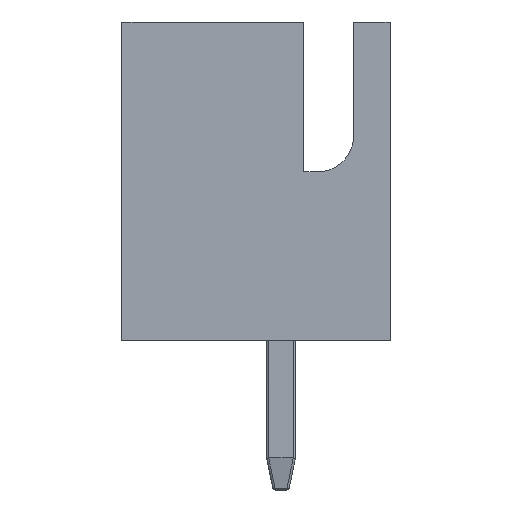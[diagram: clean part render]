
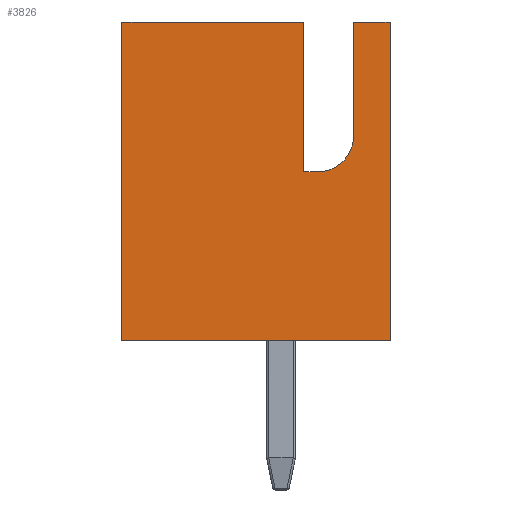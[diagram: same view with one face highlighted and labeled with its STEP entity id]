
A CAD part, left-side view. The second image highlights one B-rep face of the part: STEP entity #3826.
In plain terms, the highlighted planar face has unit normal (-1, 0, 0).
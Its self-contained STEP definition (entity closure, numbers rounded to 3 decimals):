
#129 = ORIENTED_EDGE ( 'NONE', *, *, #13883, .T. ) ;
#521 = VERTEX_POINT ( 'NONE', #8324 ) ;
#609 = CARTESIAN_POINT ( 'NONE',  ( -3.75, -2.95, 7. ) ) ;
#836 = CARTESIAN_POINT ( 'NONE',  ( -3.75, -2.95, 0. ) ) ;
#853 = VERTEX_POINT ( 'NONE', #8477 ) ;
#876 = VERTEX_POINT ( 'NONE', #609 ) ;
#1176 = CARTESIAN_POINT ( 'NONE',  ( -3.75, -1.35, 3.7 ) ) ;
#1204 = CARTESIAN_POINT ( 'NONE',  ( -3.75, 2.95, 0. ) ) ;
#1645 = VECTOR ( 'NONE', #13853, 1000. ) ;
#1969 = AXIS2_PLACEMENT_3D ( 'NONE', #7185, #12749, #4821 ) ;
#2082 = LINE ( 'NONE', #4845, #2504 ) ;
#2368 = VERTEX_POINT ( 'NONE', #9302 ) ;
#2482 = DIRECTION ( 'NONE',  ( 0., 1., 0. ) ) ;
#2504 = VECTOR ( 'NONE', #15813, 1000. ) ;
#2958 = EDGE_CURVE ( 'NONE', #876, #12260, #16464, .T. ) ;
#3417 = DIRECTION ( 'NONE',  ( 0., 0., -1. ) ) ;
#3550 = LINE ( 'NONE', #6532, #14602 ) ;
#3796 = EDGE_CURVE ( 'NONE', #15498, #16989, #6362, .T. ) ;
#3826 = ADVANCED_FACE ( 'NONE', ( #6995 ), #12294, .F. ) ;
#4166 = DIRECTION ( 'NONE',  ( 0., 0., 1. ) ) ;
#4561 = ORIENTED_EDGE ( 'NONE', *, *, #12691, .T. ) ;
#4638 = CARTESIAN_POINT ( 'NONE',  ( -3.75, -2.95, 7. ) ) ;
#4821 = DIRECTION ( 'NONE',  ( 0., 0., -1. ) ) ;
#4845 = CARTESIAN_POINT ( 'NONE',  ( -3.75, -2.95, 0. ) ) ;
#5562 = CARTESIAN_POINT ( 'NONE',  ( -3.75, -2.95, 7. ) ) ;
#5679 = VECTOR ( 'NONE', #2482, 1000. ) ;
#5760 = ORIENTED_EDGE ( 'NONE', *, *, #7875, .T. ) ;
#5964 = VERTEX_POINT ( 'NONE', #8023 ) ;
#5983 = LINE ( 'NONE', #4638, #11995 ) ;
#6301 = LINE ( 'NONE', #15752, #7661 ) ;
#6362 = LINE ( 'NONE', #8004, #9832 ) ;
#6532 = CARTESIAN_POINT ( 'NONE',  ( -3.75, -2.95, 7. ) ) ;
#6995 = FACE_OUTER_BOUND ( 'NONE', #14465, .T. ) ;
#7185 = CARTESIAN_POINT ( 'NONE',  ( -3.75, -1.35, 4.5 ) ) ;
#7437 = DIRECTION ( 'NONE',  ( 0., -1., 0. ) ) ;
#7661 = VECTOR ( 'NONE', #3417, 1000. ) ;
#7875 = EDGE_CURVE ( 'NONE', #12736, #2368, #8231, .T. ) ;
#8004 = CARTESIAN_POINT ( 'NONE',  ( -3.75, 2.95, 7. ) ) ;
#8023 = CARTESIAN_POINT ( 'NONE',  ( -3.75, -1.35, 3.7 ) ) ;
#8064 = ORIENTED_EDGE ( 'NONE', *, *, #13407, .T. ) ;
#8231 = LINE ( 'NONE', #13685, #17576 ) ;
#8324 = CARTESIAN_POINT ( 'NONE',  ( -3.75, -2.15, 7. ) ) ;
#8477 = CARTESIAN_POINT ( 'NONE',  ( -3.75, -2.15, 4.5 ) ) ;
#9147 = CIRCLE ( 'NONE', #1969, 0.8 ) ;
#9302 = CARTESIAN_POINT ( 'NONE',  ( -3.75, -1.05, 7. ) ) ;
#9339 = DIRECTION ( 'NONE',  ( 0., -1., 0. ) ) ;
#9441 = DIRECTION ( 'NONE',  ( 1., 0., 0. ) ) ;
#9832 = VECTOR ( 'NONE', #13191, 1000. ) ;
#10916 = ORIENTED_EDGE ( 'NONE', *, *, #14081, .F. ) ;
#11995 = VECTOR ( 'NONE', #7437, 1000. ) ;
#12201 = CARTESIAN_POINT ( 'NONE',  ( -3.75, -2.95, 7. ) ) ;
#12260 = VERTEX_POINT ( 'NONE', #836 ) ;
#12294 = PLANE ( 'NONE',  #13366 ) ;
#12691 = EDGE_CURVE ( 'NONE', #521, #853, #6301, .T. ) ;
#12736 = VERTEX_POINT ( 'NONE', #13675 ) ;
#12749 = DIRECTION ( 'NONE',  ( 1., 0., 0. ) ) ;
#13191 = DIRECTION ( 'NONE',  ( 0., 0., -1. ) ) ;
#13355 = LINE ( 'NONE', #1176, #5679 ) ;
#13366 = AXIS2_PLACEMENT_3D ( 'NONE', #12201, #9441, #13547 ) ;
#13407 = EDGE_CURVE ( 'NONE', #16989, #12260, #2082, .T. ) ;
#13547 = DIRECTION ( 'NONE',  ( 0., 1., 0. ) ) ;
#13675 = CARTESIAN_POINT ( 'NONE',  ( -3.75, -1.05, 3.7 ) ) ;
#13685 = CARTESIAN_POINT ( 'NONE',  ( -3.75, -1.05, 3.7 ) ) ;
#13716 = EDGE_CURVE ( 'NONE', #853, #5964, #9147, .T. ) ;
#13764 = EDGE_CURVE ( 'NONE', #15498, #2368, #3550, .T. ) ;
#13853 = DIRECTION ( 'NONE',  ( 0., 0., -1. ) ) ;
#13883 = EDGE_CURVE ( 'NONE', #5964, #12736, #13355, .T. ) ;
#14081 = EDGE_CURVE ( 'NONE', #521, #876, #5983, .T. ) ;
#14465 = EDGE_LOOP ( 'NONE', ( #129, #5760, #14863, #15972, #8064, #17106, #10916, #4561, #14747 ) ) ;
#14602 = VECTOR ( 'NONE', #9339, 1000. ) ;
#14747 = ORIENTED_EDGE ( 'NONE', *, *, #13716, .T. ) ;
#14863 = ORIENTED_EDGE ( 'NONE', *, *, #13764, .F. ) ;
#15498 = VERTEX_POINT ( 'NONE', #16521 ) ;
#15752 = CARTESIAN_POINT ( 'NONE',  ( -3.75, -2.15, 7. ) ) ;
#15813 = DIRECTION ( 'NONE',  ( 0., -1., 0. ) ) ;
#15972 = ORIENTED_EDGE ( 'NONE', *, *, #3796, .T. ) ;
#16464 = LINE ( 'NONE', #5562, #1645 ) ;
#16521 = CARTESIAN_POINT ( 'NONE',  ( -3.75, 2.95, 7. ) ) ;
#16989 = VERTEX_POINT ( 'NONE', #1204 ) ;
#17106 = ORIENTED_EDGE ( 'NONE', *, *, #2958, .F. ) ;
#17576 = VECTOR ( 'NONE', #4166, 1000. ) ;
